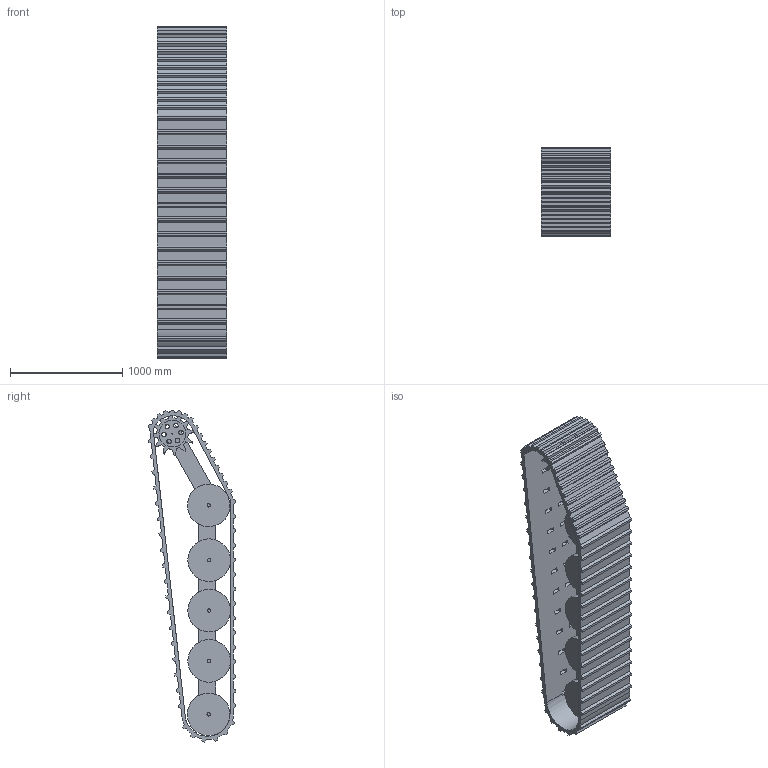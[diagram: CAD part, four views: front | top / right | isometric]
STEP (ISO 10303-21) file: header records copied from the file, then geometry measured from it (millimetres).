
FILE_DESCRIPTION(/* description */ (''),/* implementation_level */ '2;1');
FILE_NAME(/* name */ 'Tracks.stp',/* time_stamp */ '2024-05-03T17:38:20-04:00',/* author */ (''),/* organization */ (''),/* preprocessor_version */ 'ST-DEVELOPER v18.102',/* originating_system */ 'SIEMENS PLM Software NX2206.8101',/* authorisation */ '');
FILE_SCHEMA (('AUTOMOTIVE_DESIGN { 1 0 10303 214 3 1 1 1 }'));
Length unit declared in the file: millimetre
Products named in the file (5): Torsion Connection; Rollers; Sprocket; Rubber Tracks; Track ASS
Assembly tree (14 placements, depth 2):
  Track ASS
    Rubber Tracks
    Sprocket  x2
    Rollers  x10
    Torsion Connection
Bounding box: 620 x 784.4 x 2963.8 mm (x, y, z)
Volume: 247911844.2 mm3; surface area: 14189370.2 mm2
Topology: 14 solids, 14 shells, 519 faces, 1523 edges, 1020 vertices
Faces by surface type: plane 438, cylinder 81
Full cylindrical faces by diameter (mm): 10 x2, 30 x10, 40 x12, 240 x4, 380 x10
Entity records: 14341 total; most frequent: CARTESIAN_POINT 2559, ORIENTED_EDGE 2534, DIRECTION 2224, EDGE_CURVE 1267, LINE 1168, VECTOR 1168, VERTEX_POINT 839, AXIS2_PLACEMENT_3D 528
